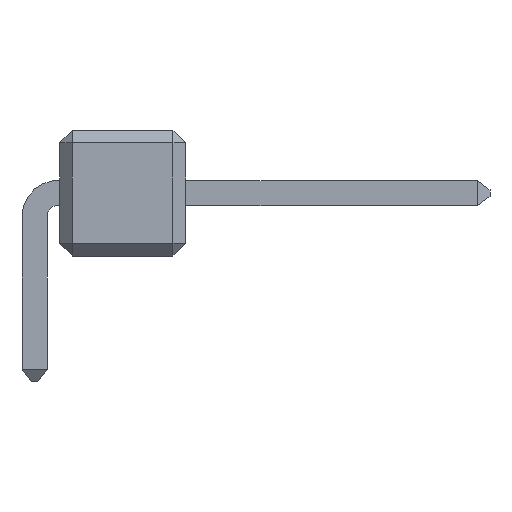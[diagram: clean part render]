
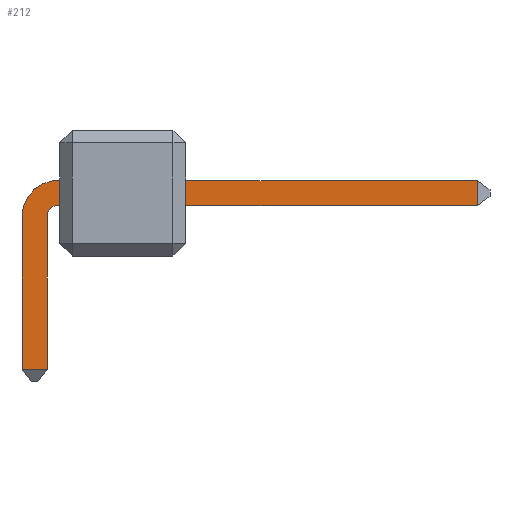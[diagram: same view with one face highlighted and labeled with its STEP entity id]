
A CAD part, left-side view. The second image highlights one B-rep face of the part: STEP entity #212.
In plain terms, the highlighted planar face has unit normal (-1, 0, 0).
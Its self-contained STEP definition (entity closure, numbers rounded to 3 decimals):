
#212=ADVANCED_FACE('',(#561),#563,.T.);
#561=FACE_BOUND('',#562,.T.);
#562=EDGE_LOOP('',(#2619,#2620,#2621,#2622,#2623,#2624,#2625,#2626,#2627,#2628,#2629,
#2630,#2631,#2632,#2633,#2634,#2635,#2636));
#563=PLANE('',#564);
#564=AXIS2_PLACEMENT_3D('',#565,#566,#567);
#565=CARTESIAN_POINT('',(-5.334,0.,0.));
#566=DIRECTION('',(-1.,0.,0.));
#567=DIRECTION('',(0.,0.,1.));
#2619=ORIENTED_EDGE('',*,*,#4131,.T.);
#2620=ORIENTED_EDGE('',*,*,#4132,.T.);
#2621=ORIENTED_EDGE('',*,*,#4133,.T.);
#2622=ORIENTED_EDGE('',*,*,#4134,.T.);
#2623=ORIENTED_EDGE('',*,*,#4135,.T.);
#2624=ORIENTED_EDGE('',*,*,#4136,.T.);
#2625=ORIENTED_EDGE('',*,*,#4137,.T.);
#2626=ORIENTED_EDGE('',*,*,#4138,.T.);
#2627=ORIENTED_EDGE('',*,*,#4139,.T.);
#2628=ORIENTED_EDGE('',*,*,#4140,.T.);
#2629=ORIENTED_EDGE('',*,*,#4141,.T.);
#2630=ORIENTED_EDGE('',*,*,#4142,.T.);
#2631=ORIENTED_EDGE('',*,*,#4143,.T.);
#2632=ORIENTED_EDGE('',*,*,#4144,.T.);
#2633=ORIENTED_EDGE('',*,*,#4145,.T.);
#2634=ORIENTED_EDGE('',*,*,#4146,.T.);
#2635=ORIENTED_EDGE('',*,*,#4147,.T.);
#2636=ORIENTED_EDGE('',*,*,#4148,.T.);
#4131=EDGE_CURVE('',#4989,#4990,#4991,.T.);
#4132=EDGE_CURVE('',#4990,#4992,#4993,.T.);
#4133=EDGE_CURVE('',#4992,#4994,#4995,.T.);
#4134=EDGE_CURVE('',#4994,#4996,#4997,.T.);
#4135=EDGE_CURVE('',#4996,#4998,#4999,.T.);
#4136=EDGE_CURVE('',#4998,#5000,#5001,.T.);
#4137=EDGE_CURVE('',#5000,#5002,#5003,.T.);
#4138=EDGE_CURVE('',#5002,#5004,#5005,.T.);
#4139=EDGE_CURVE('',#5004,#5006,#5007,.T.);
#4140=EDGE_CURVE('',#5006,#5008,#5009,.T.);
#4141=EDGE_CURVE('',#5008,#5010,#5011,.T.);
#4142=EDGE_CURVE('',#5010,#5012,#5013,.T.);
#4143=EDGE_CURVE('',#5012,#5014,#5015,.T.);
#4144=EDGE_CURVE('',#5014,#5016,#5017,.T.);
#4145=EDGE_CURVE('',#5016,#5018,#5019,.T.);
#4146=EDGE_CURVE('',#5018,#5020,#5021,.T.);
#4147=EDGE_CURVE('',#5020,#5022,#5023,.T.);
#4148=EDGE_CURVE('',#5022,#4989,#5024,.T.);
#4989=VERTEX_POINT('',#5955);
#4990=VERTEX_POINT('',#5956);
#4991=LINE('',#5957,#5958);
#4992=VERTEX_POINT('',#5960);
#4993=LINE('',#5961,#5962);
#4994=VERTEX_POINT('',#5964);
#4995=LINE('',#5965,#5966);
#4996=VERTEX_POINT('',#5968);
#4997=LINE('',#5969,#5970);
#4998=VERTEX_POINT('',#5972);
#4999=LINE('',#5973,#5974);
#5000=VERTEX_POINT('',#5976);
#5001=LINE('',#5977,#5978);
#5002=VERTEX_POINT('',#5980);
#5003=LINE('',#5981,#5982);
#5004=VERTEX_POINT('',#5984);
#5005=LINE('',#5985,#5986);
#5006=VERTEX_POINT('',#5988);
#5007=LINE('',#5989,#5990);
#5008=VERTEX_POINT('',#5992);
#5009=LINE('',#5993,#5994);
#5010=VERTEX_POINT('',#5996);
#5011=LINE('',#5997,#5998);
#5012=VERTEX_POINT('',#6000);
#5013=LINE('',#6001,#6002);
#5014=VERTEX_POINT('',#6004);
#5015=LINE('',#6005,#6006);
#5016=VERTEX_POINT('',#6008);
#5017=LINE('',#6009,#6010);
#5018=VERTEX_POINT('',#6012);
#5019=LINE('',#6013,#6014);
#5020=VERTEX_POINT('',#6016);
#5021=LINE('',#6017,#6018);
#5022=VERTEX_POINT('',#6020);
#5023=LINE('',#6021,#6022);
#5024=LINE('',#6024,#6025);
#5955=CARTESIAN_POINT('',(-5.334,-0.546,1.016));
#5956=CARTESIAN_POINT('',(-5.334,-8.941,1.016));
#5957=CARTESIAN_POINT('',(-5.334,-0.546,1.016));
#5958=VECTOR('',#5959,1.);
#5959=DIRECTION('',(0.,-1.,0.));
#5960=CARTESIAN_POINT('',(-5.334,-8.941,1.524));
#5961=CARTESIAN_POINT('',(-5.334,-8.941,1.016));
#5962=VECTOR('',#5963,1.);
#5963=DIRECTION('',(0.,0.,1.));
#5964=CARTESIAN_POINT('',(-5.334,-0.546,1.524));
#5965=CARTESIAN_POINT('',(-5.334,-8.941,1.524));
#5966=VECTOR('',#5967,1.);
#5967=DIRECTION('',(0.,1.,0.));
#5968=CARTESIAN_POINT('',(-5.334,-0.353,1.515));
#5969=CARTESIAN_POINT('',(-5.334,-0.546,1.524));
#5970=VECTOR('',#5971,1.);
#5971=DIRECTION('',(0.,0.999,-0.045));
#5972=CARTESIAN_POINT('',(-5.334,-0.169,1.457));
#5973=CARTESIAN_POINT('',(-5.334,-0.353,1.515));
#5974=VECTOR('',#5975,1.);
#5975=DIRECTION('',(0.,0.953,-0.302));
#5976=CARTESIAN_POINT('',(-5.334,-0.007,1.353));
#5977=CARTESIAN_POINT('',(-5.334,-0.169,1.457));
#5978=VECTOR('',#5979,1.);
#5979=DIRECTION('',(0.,0.843,-0.538));
#5980=CARTESIAN_POINT('',(-5.334,0.124,1.211));
#5981=CARTESIAN_POINT('',(-5.334,-0.007,1.353));
#5982=VECTOR('',#5983,1.);
#5983=DIRECTION('',(0.,0.675,-0.738));
#5984=CARTESIAN_POINT('',(-5.334,0.212,1.04));
#5985=CARTESIAN_POINT('',(-5.334,0.124,1.211));
#5986=VECTOR('',#5987,1.);
#5987=DIRECTION('',(0.,0.461,-0.888));
#5988=CARTESIAN_POINT('',(-5.334,0.254,0.851));
#5989=CARTESIAN_POINT('',(-5.334,0.212,1.04));
#5990=VECTOR('',#5991,1.);
#5991=DIRECTION('',(0.,0.215,-0.977));
#5992=CARTESIAN_POINT('',(-5.334,0.254,-2.286));
#5993=CARTESIAN_POINT('',(-5.334,0.254,0.851));
#5994=VECTOR('',#5995,1.);
#5995=DIRECTION('',(0.,0.,-1.));
#5996=CARTESIAN_POINT('',(-5.334,-0.254,-2.286));
#5997=CARTESIAN_POINT('',(-5.334,0.254,-2.286));
#5998=VECTOR('',#5999,1.);
#5999=DIRECTION('',(0.,-1.,0.));
#6000=CARTESIAN_POINT('',(-5.334,-0.254,0.851));
#6001=CARTESIAN_POINT('',(-5.334,-0.254,-2.286));
#6002=VECTOR('',#6003,1.);
#6003=DIRECTION('',(0.,0.,1.));
#6004=CARTESIAN_POINT('',(-5.334,-0.278,0.908));
#6005=CARTESIAN_POINT('',(-5.334,-0.254,0.851));
#6006=VECTOR('',#6007,1.);
#6007=DIRECTION('',(0.,-0.391,0.92));
#6008=CARTESIAN_POINT('',(-5.334,-0.316,0.957));
#6009=CARTESIAN_POINT('',(-5.334,-0.278,0.908));
#6010=VECTOR('',#6011,1.);
#6011=DIRECTION('',(0.,-0.616,0.788));
#6012=CARTESIAN_POINT('',(-5.334,-0.366,0.994));
#6013=CARTESIAN_POINT('',(-5.334,-0.316,0.957));
#6014=VECTOR('',#6015,1.);
#6015=DIRECTION('',(0.,-0.799,0.601));
#6016=CARTESIAN_POINT('',(-5.334,-0.423,1.017));
#6017=CARTESIAN_POINT('',(-5.334,-0.366,0.994));
#6018=VECTOR('',#6019,1.);
#6019=DIRECTION('',(0.,-0.927,0.374));
#6020=CARTESIAN_POINT('',(-5.334,-0.485,1.025));
#6021=CARTESIAN_POINT('',(-5.334,-0.423,1.017));
#6022=VECTOR('',#6023,1.);
#6023=DIRECTION('',(0.,-0.993,0.121));
#6024=CARTESIAN_POINT('',(-5.334,-0.485,1.025));
#6025=VECTOR('',#6026,1.);
#6026=DIRECTION('',(0.,-0.99,-0.14));
